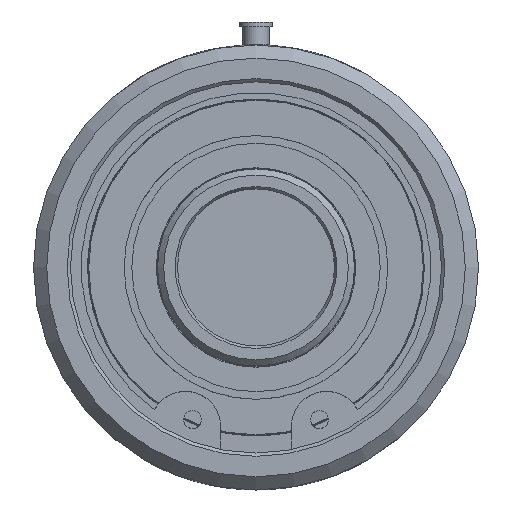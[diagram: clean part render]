
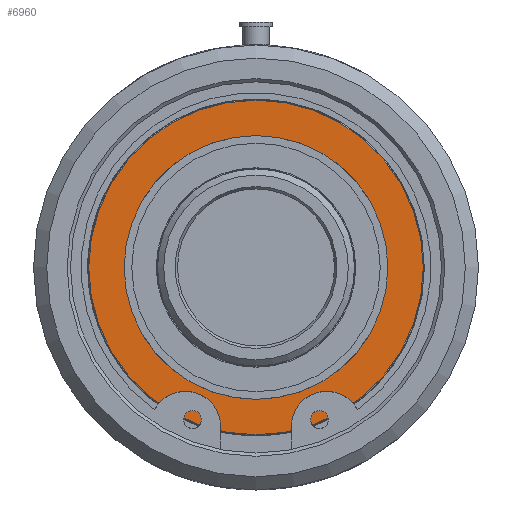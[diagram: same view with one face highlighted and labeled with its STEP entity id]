
A CAD part, left-side view. The second image highlights one B-rep face of the part: STEP entity #6960.
In plain terms, the highlighted planar face has unit normal (-1, 0, 0).
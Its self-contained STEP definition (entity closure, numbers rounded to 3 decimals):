
#322=PLANE('',#7561);
#382=FACE_BOUND('',#1545,.T.);
#692=CIRCLE('',#7559,31.65);
#693=CIRCLE('',#7560,31.65);
#694=CIRCLE('',#7562,40.6);
#695=CIRCLE('',#7563,40.6);
#1110=FACE_OUTER_BOUND('',#1544,.T.);
#1544=EDGE_LOOP('',(#6167,#6168));
#1545=EDGE_LOOP('',(#6169,#6170));
#3240=VERTEX_POINT('',#16506);
#3241=VERTEX_POINT('',#16507);
#3242=VERTEX_POINT('',#16512);
#3243=VERTEX_POINT('',#16513);
#4236=EDGE_CURVE('',#3240,#3241,#692,.T.);
#4237=EDGE_CURVE('',#3241,#3240,#693,.T.);
#4239=EDGE_CURVE('',#3242,#3243,#694,.T.);
#4240=EDGE_CURVE('',#3243,#3242,#695,.T.);
#6167=ORIENTED_EDGE('',*,*,#4239,.F.);
#6168=ORIENTED_EDGE('',*,*,#4240,.F.);
#6169=ORIENTED_EDGE('',*,*,#4236,.T.);
#6170=ORIENTED_EDGE('',*,*,#4237,.T.);
#6960=ADVANCED_FACE('',(#1110,#382),#322,.T.);
#7559=AXIS2_PLACEMENT_3D('',#16508,#9094,#9095);
#7560=AXIS2_PLACEMENT_3D('',#16509,#9096,#9097);
#7561=AXIS2_PLACEMENT_3D('',#16511,#9099,#9100);
#7562=AXIS2_PLACEMENT_3D('',#16514,#9101,#9102);
#7563=AXIS2_PLACEMENT_3D('',#16515,#9103,#9104);
#9094=DIRECTION('center_axis',(1.,0.,0.));
#9095=DIRECTION('ref_axis',(0.,1.,0.));
#9096=DIRECTION('center_axis',(1.,0.,0.));
#9097=DIRECTION('ref_axis',(0.,1.,0.));
#9099=DIRECTION('center_axis',(-1.,0.,0.));
#9100=DIRECTION('ref_axis',(0.,-1.,0.));
#9101=DIRECTION('center_axis',(1.,0.,0.));
#9102=DIRECTION('ref_axis',(0.,1.,0.));
#9103=DIRECTION('center_axis',(1.,0.,0.));
#9104=DIRECTION('ref_axis',(0.,1.,0.));
#16506=CARTESIAN_POINT('',(-50.425,31.65,0.));
#16507=CARTESIAN_POINT('',(-50.425,-31.65,0.));
#16508=CARTESIAN_POINT('Origin',(-50.425,0.,0.));
#16509=CARTESIAN_POINT('Origin',(-50.425,0.,0.));
#16511=CARTESIAN_POINT('Origin',(-50.425,36.125,0.));
#16512=CARTESIAN_POINT('',(-50.425,40.6,0.));
#16513=CARTESIAN_POINT('',(-50.425,-40.6,0.));
#16514=CARTESIAN_POINT('Origin',(-50.425,0.,0.));
#16515=CARTESIAN_POINT('Origin',(-50.425,0.,0.));
